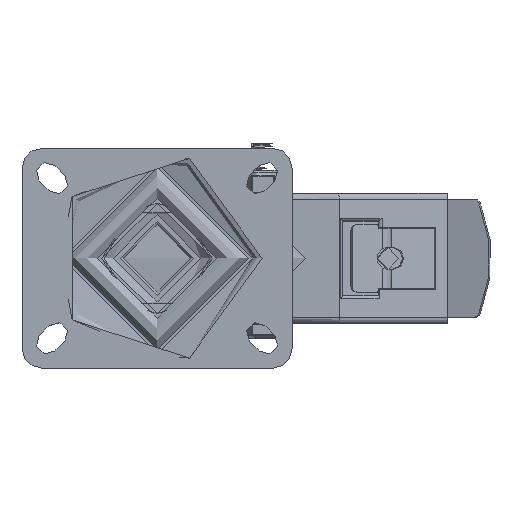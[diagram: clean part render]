
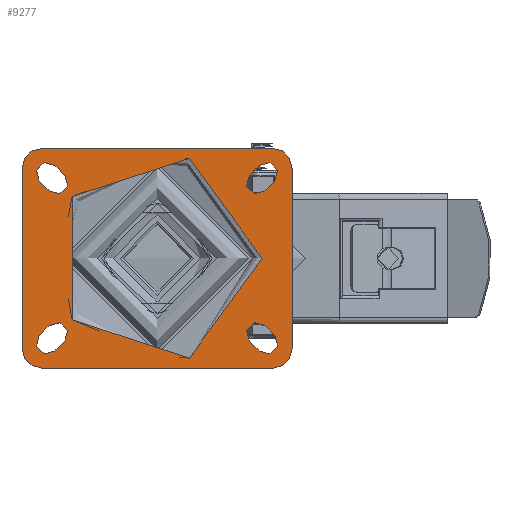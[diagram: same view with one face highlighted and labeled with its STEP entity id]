
A CAD part, top view. The second image highlights one B-rep face of the part: STEP entity #9277.
In plain terms, the highlighted planar face has unit normal (0, 0, 1).
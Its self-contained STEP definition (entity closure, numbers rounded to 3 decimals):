
#472=FACE_BOUND('',#3264,.T.);
#473=FACE_BOUND('',#3265,.T.);
#474=FACE_BOUND('',#3266,.T.);
#475=FACE_BOUND('',#3267,.T.);
#476=FACE_BOUND('',#3268,.T.);
#578=PLANE('',#10097);
#1251=LINE('',#14639,#1948);
#1252=LINE('',#14641,#1949);
#1254=LINE('',#14644,#1951);
#1255=LINE('',#14646,#1952);
#1258=LINE('',#14650,#1955);
#1260=LINE('',#14653,#1957);
#1262=LINE('',#14656,#1959);
#1264=LINE('',#14659,#1961);
#1265=LINE('',#14662,#1962);
#1266=LINE('',#14664,#1963);
#1267=LINE('',#14666,#1964);
#1268=LINE('',#14668,#1965);
#1948=VECTOR('',#11191,1000.);
#1949=VECTOR('',#11194,1000.);
#1951=VECTOR('',#11198,1000.);
#1952=VECTOR('',#11201,1000.);
#1955=VECTOR('',#11206,1000.);
#1957=VECTOR('',#11210,1000.);
#1959=VECTOR('',#11214,1000.);
#1961=VECTOR('',#11218,1000.);
#1962=VECTOR('',#11223,1000.);
#1963=VECTOR('',#11226,1000.);
#1964=VECTOR('',#11229,1000.);
#1965=VECTOR('',#11232,1000.);
#2700=FACE_OUTER_BOUND('',#3263,.T.);
#3263=EDGE_LOOP('',(#6823,#6824,#6825,#6826,#6827,#6828,#6829,#6830));
#3264=EDGE_LOOP('',(#6831));
#3265=EDGE_LOOP('',(#6832,#6833,#6834,#6835));
#3266=EDGE_LOOP('',(#6836,#6837,#6838,#6839));
#3267=EDGE_LOOP('',(#6840,#6841,#6842,#6843));
#3268=EDGE_LOOP('',(#6844,#6845,#6846,#6847));
#3789=CIRCLE('',#9930,52.494);
#3847=CIRCLE('',#10000,5.5);
#3850=CIRCLE('',#10004,5.5);
#3851=CIRCLE('',#10006,5.5);
#3854=CIRCLE('',#10010,5.5);
#3855=CIRCLE('',#10012,5.5);
#3858=CIRCLE('',#10016,5.5);
#3859=CIRCLE('',#10018,5.5);
#3862=CIRCLE('',#10022,5.5);
#3863=CIRCLE('',#10024,10.);
#3865=CIRCLE('',#10027,10.);
#3867=CIRCLE('',#10030,10.);
#3869=CIRCLE('',#10033,10.);
#4163=VERTEX_POINT('',#13569);
#4249=VERTEX_POINT('',#14506);
#4250=VERTEX_POINT('',#14507);
#4255=VERTEX_POINT('',#14518);
#4256=VERTEX_POINT('',#14520);
#4257=VERTEX_POINT('',#14524);
#4258=VERTEX_POINT('',#14525);
#4263=VERTEX_POINT('',#14536);
#4264=VERTEX_POINT('',#14538);
#4265=VERTEX_POINT('',#14542);
#4266=VERTEX_POINT('',#14543);
#4271=VERTEX_POINT('',#14554);
#4272=VERTEX_POINT('',#14556);
#4273=VERTEX_POINT('',#14560);
#4274=VERTEX_POINT('',#14561);
#4279=VERTEX_POINT('',#14572);
#4280=VERTEX_POINT('',#14574);
#4281=VERTEX_POINT('',#14578);
#4282=VERTEX_POINT('',#14579);
#4285=VERTEX_POINT('',#14587);
#4286=VERTEX_POINT('',#14588);
#4289=VERTEX_POINT('',#14596);
#4290=VERTEX_POINT('',#14597);
#4293=VERTEX_POINT('',#14605);
#4294=VERTEX_POINT('',#14606);
#5045=EDGE_CURVE('',#4163,#4163,#3789,.T.);
#5142=EDGE_CURVE('',#4249,#4250,#3847,.T.);
#5148=EDGE_CURVE('',#4256,#4255,#3850,.T.);
#5150=EDGE_CURVE('',#4257,#4258,#3851,.T.);
#5156=EDGE_CURVE('',#4264,#4263,#3854,.T.);
#5158=EDGE_CURVE('',#4265,#4266,#3855,.T.);
#5164=EDGE_CURVE('',#4272,#4271,#3858,.T.);
#5166=EDGE_CURVE('',#4273,#4274,#3859,.T.);
#5172=EDGE_CURVE('',#4280,#4279,#3862,.T.);
#5174=EDGE_CURVE('',#4281,#4282,#3863,.T.);
#5178=EDGE_CURVE('',#4285,#4286,#3865,.T.);
#5182=EDGE_CURVE('',#4289,#4290,#3867,.T.);
#5186=EDGE_CURVE('',#4293,#4294,#3869,.T.);
#5206=EDGE_CURVE('',#4294,#4281,#1251,.T.);
#5207=EDGE_CURVE('',#4290,#4293,#1252,.T.);
#5209=EDGE_CURVE('',#4286,#4289,#1254,.T.);
#5210=EDGE_CURVE('',#4282,#4285,#1255,.T.);
#5213=EDGE_CURVE('',#4274,#4280,#1258,.T.);
#5215=EDGE_CURVE('',#4279,#4273,#1260,.T.);
#5217=EDGE_CURVE('',#4266,#4272,#1262,.T.);
#5219=EDGE_CURVE('',#4271,#4265,#1264,.T.);
#5220=EDGE_CURVE('',#4258,#4264,#1265,.T.);
#5221=EDGE_CURVE('',#4263,#4257,#1266,.T.);
#5222=EDGE_CURVE('',#4250,#4256,#1267,.T.);
#5223=EDGE_CURVE('',#4255,#4249,#1268,.T.);
#6823=ORIENTED_EDGE('',*,*,#5174,.F.);
#6824=ORIENTED_EDGE('',*,*,#5206,.F.);
#6825=ORIENTED_EDGE('',*,*,#5186,.F.);
#6826=ORIENTED_EDGE('',*,*,#5207,.F.);
#6827=ORIENTED_EDGE('',*,*,#5182,.F.);
#6828=ORIENTED_EDGE('',*,*,#5209,.F.);
#6829=ORIENTED_EDGE('',*,*,#5178,.F.);
#6830=ORIENTED_EDGE('',*,*,#5210,.F.);
#6831=ORIENTED_EDGE('',*,*,#5045,.F.);
#6832=ORIENTED_EDGE('',*,*,#5215,.T.);
#6833=ORIENTED_EDGE('',*,*,#5166,.T.);
#6834=ORIENTED_EDGE('',*,*,#5213,.T.);
#6835=ORIENTED_EDGE('',*,*,#5172,.T.);
#6836=ORIENTED_EDGE('',*,*,#5219,.T.);
#6837=ORIENTED_EDGE('',*,*,#5158,.T.);
#6838=ORIENTED_EDGE('',*,*,#5217,.T.);
#6839=ORIENTED_EDGE('',*,*,#5164,.T.);
#6840=ORIENTED_EDGE('',*,*,#5221,.T.);
#6841=ORIENTED_EDGE('',*,*,#5150,.T.);
#6842=ORIENTED_EDGE('',*,*,#5220,.T.);
#6843=ORIENTED_EDGE('',*,*,#5156,.T.);
#6844=ORIENTED_EDGE('',*,*,#5223,.T.);
#6845=ORIENTED_EDGE('',*,*,#5142,.T.);
#6846=ORIENTED_EDGE('',*,*,#5222,.T.);
#6847=ORIENTED_EDGE('',*,*,#5148,.T.);
#9277=ADVANCED_FACE('',(#2700,#472,#473,#474,#475,#476),#578,.T.);
#9930=AXIS2_PLACEMENT_3D('',#13571,#10921,#10922);
#10000=AXIS2_PLACEMENT_3D('',#14508,#11066,#11067);
#10004=AXIS2_PLACEMENT_3D('',#14521,#11077,#11078);
#10006=AXIS2_PLACEMENT_3D('',#14526,#11082,#11083);
#10010=AXIS2_PLACEMENT_3D('',#14539,#11093,#11094);
#10012=AXIS2_PLACEMENT_3D('',#14544,#11098,#11099);
#10016=AXIS2_PLACEMENT_3D('',#14557,#11109,#11110);
#10018=AXIS2_PLACEMENT_3D('',#14562,#11114,#11115);
#10022=AXIS2_PLACEMENT_3D('',#14575,#11125,#11126);
#10024=AXIS2_PLACEMENT_3D('',#14580,#11130,#11131);
#10027=AXIS2_PLACEMENT_3D('',#14589,#11138,#11139);
#10030=AXIS2_PLACEMENT_3D('',#14598,#11146,#11147);
#10033=AXIS2_PLACEMENT_3D('',#14607,#11154,#11155);
#10097=AXIS2_PLACEMENT_3D('',#16517,#11345,#11346);
#10921=DIRECTION('center_axis',(0.,0.,1.));
#10922=DIRECTION('ref_axis',(-1.,0.,0.));
#11066=DIRECTION('center_axis',(0.,0.,-1.));
#11067=DIRECTION('ref_axis',(-1.,0.,0.));
#11077=DIRECTION('center_axis',(0.,0.,-1.));
#11078=DIRECTION('ref_axis',(-1.,0.,0.));
#11082=DIRECTION('center_axis',(0.,0.,-1.));
#11083=DIRECTION('ref_axis',(-1.,0.,0.));
#11093=DIRECTION('center_axis',(0.,0.,-1.));
#11094=DIRECTION('ref_axis',(-1.,0.,0.));
#11098=DIRECTION('center_axis',(0.,0.,-1.));
#11099=DIRECTION('ref_axis',(1.,0.,0.));
#11109=DIRECTION('center_axis',(0.,0.,-1.));
#11110=DIRECTION('ref_axis',(1.,0.,0.));
#11114=DIRECTION('center_axis',(0.,0.,-1.));
#11115=DIRECTION('ref_axis',(1.,0.,0.));
#11125=DIRECTION('center_axis',(0.,0.,-1.));
#11126=DIRECTION('ref_axis',(1.,0.,0.));
#11130=DIRECTION('center_axis',(0.,0.,-1.));
#11131=DIRECTION('ref_axis',(-0.707,-0.707,0.));
#11138=DIRECTION('center_axis',(0.,0.,-1.));
#11139=DIRECTION('ref_axis',(-0.707,0.707,0.));
#11146=DIRECTION('center_axis',(0.,0.,-1.));
#11147=DIRECTION('ref_axis',(0.707,0.707,0.));
#11154=DIRECTION('center_axis',(0.,0.,-1.));
#11155=DIRECTION('ref_axis',(0.707,-0.707,0.));
#11191=DIRECTION('',(-1.,0.,0.));
#11194=DIRECTION('',(0.,-1.,0.));
#11198=DIRECTION('',(1.,0.,0.));
#11201=DIRECTION('',(0.,1.,0.));
#11206=DIRECTION('',(-0.707,0.707,0.));
#11210=DIRECTION('',(0.707,-0.707,0.));
#11214=DIRECTION('',(-0.707,-0.707,0.));
#11218=DIRECTION('',(0.707,0.707,0.));
#11223=DIRECTION('',(0.707,0.707,0.));
#11226=DIRECTION('',(-0.707,-0.707,0.));
#11229=DIRECTION('',(0.707,-0.707,0.));
#11232=DIRECTION('',(-0.707,0.707,0.));
#11345=DIRECTION('center_axis',(0.,0.,1.));
#11346=DIRECTION('ref_axis',(1.,0.,0.));
#13569=CARTESIAN_POINT('',(52.494,0.,0.));
#13571=CARTESIAN_POINT('Origin',(0.,0.,0.));
#14506=CARTESIAN_POINT('',(46.136,-41.414,0.));
#14507=CARTESIAN_POINT('',(53.914,-33.636,0.));
#14508=CARTESIAN_POINT('Origin',(50.025,-37.525,0.));
#14518=CARTESIAN_POINT('',(51.086,-46.364,0.));
#14520=CARTESIAN_POINT('',(58.864,-38.586,0.));
#14521=CARTESIAN_POINT('Origin',(54.975,-42.475,0.));
#14524=CARTESIAN_POINT('',(53.914,33.636,0.));
#14525=CARTESIAN_POINT('',(46.136,41.414,0.));
#14526=CARTESIAN_POINT('Origin',(50.025,37.525,0.));
#14536=CARTESIAN_POINT('',(58.864,38.586,0.));
#14538=CARTESIAN_POINT('',(51.086,46.364,0.));
#14539=CARTESIAN_POINT('Origin',(54.975,42.475,0.));
#14542=CARTESIAN_POINT('',(-53.914,-33.636,0.));
#14543=CARTESIAN_POINT('',(-46.136,-41.414,0.));
#14544=CARTESIAN_POINT('Origin',(-50.025,-37.525,0.));
#14554=CARTESIAN_POINT('',(-58.864,-38.586,0.));
#14556=CARTESIAN_POINT('',(-51.086,-46.364,0.));
#14557=CARTESIAN_POINT('Origin',(-54.975,-42.475,0.));
#14560=CARTESIAN_POINT('',(-46.136,41.414,0.));
#14561=CARTESIAN_POINT('',(-53.914,33.636,0.));
#14562=CARTESIAN_POINT('Origin',(-50.025,37.525,0.));
#14572=CARTESIAN_POINT('',(-51.086,46.364,0.));
#14574=CARTESIAN_POINT('',(-58.864,38.586,0.));
#14575=CARTESIAN_POINT('Origin',(-54.975,42.475,0.));
#14578=CARTESIAN_POINT('',(-57.5,-55.,0.));
#14579=CARTESIAN_POINT('',(-67.5,-45.,0.));
#14580=CARTESIAN_POINT('Origin',(-57.5,-45.,0.));
#14587=CARTESIAN_POINT('',(-67.5,45.,0.));
#14588=CARTESIAN_POINT('',(-57.5,55.,0.));
#14589=CARTESIAN_POINT('Origin',(-57.5,45.,0.));
#14596=CARTESIAN_POINT('',(57.5,55.,0.));
#14597=CARTESIAN_POINT('',(67.5,45.,0.));
#14598=CARTESIAN_POINT('Origin',(57.5,45.,0.));
#14605=CARTESIAN_POINT('',(67.5,-45.,0.));
#14606=CARTESIAN_POINT('',(57.5,-55.,0.));
#14607=CARTESIAN_POINT('Origin',(57.5,-45.,0.));
#14639=CARTESIAN_POINT('',(67.5,-55.,0.));
#14641=CARTESIAN_POINT('',(67.5,55.,0.));
#14644=CARTESIAN_POINT('',(-67.5,55.,0.));
#14646=CARTESIAN_POINT('',(-67.5,-55.,0.));
#14650=CARTESIAN_POINT('',(-58.864,38.586,0.));
#14653=CARTESIAN_POINT('',(-51.086,46.364,0.));
#14656=CARTESIAN_POINT('',(-51.086,-46.364,0.));
#14659=CARTESIAN_POINT('',(-58.864,-38.586,0.));
#14662=CARTESIAN_POINT('',(51.086,46.364,0.));
#14664=CARTESIAN_POINT('',(58.864,38.586,0.));
#14666=CARTESIAN_POINT('',(58.864,-38.586,0.));
#14668=CARTESIAN_POINT('',(51.086,-46.364,0.));
#16517=CARTESIAN_POINT('Origin',(0.,0.,0.));
